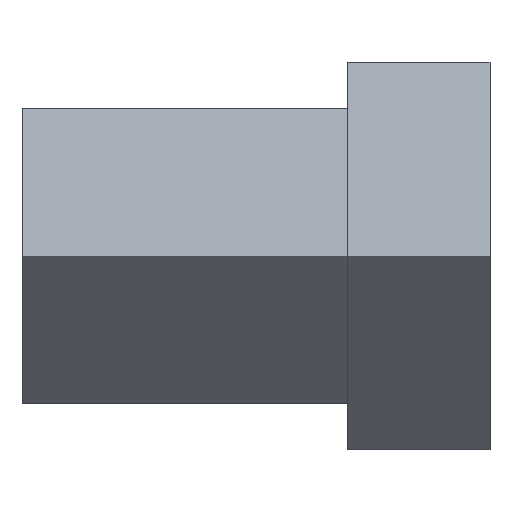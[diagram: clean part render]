
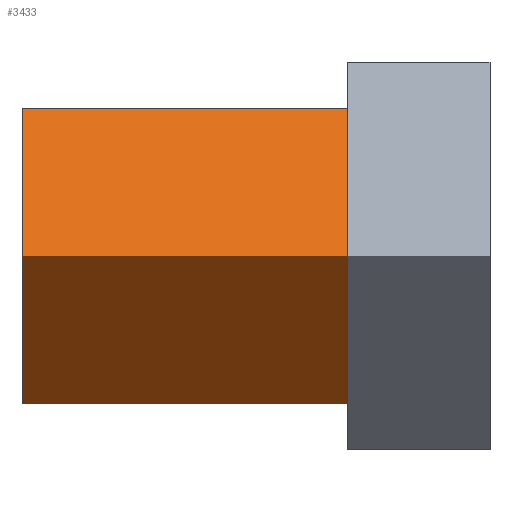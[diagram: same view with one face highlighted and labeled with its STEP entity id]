
A CAD part, front view. The second image highlights one B-rep face of the part: STEP entity #3433.
In plain terms, the highlighted cylindrical face has radius 47.5 mm (diameter 95 mm), a full revolution.
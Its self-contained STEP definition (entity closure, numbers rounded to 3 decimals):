
#3420 = EDGE_CURVE('',#3421,#3421,#3423,.T.);
#3421 = VERTEX_POINT('',#3422);
#3422 = CARTESIAN_POINT('',(0.,47.5,0.));
#3423 = CIRCLE('',#3424,47.5);
#3424 = AXIS2_PLACEMENT_3D('',#3425,#3426,#3427);
#3425 = CARTESIAN_POINT('',(0.,0.,0.));
#3426 = DIRECTION('',(1.,0.,0.));
#3427 = DIRECTION('',(0.,1.,0.));
#3433 = ADVANCED_FACE('',(#3434),#3453,.T.);
#3434 = FACE_BOUND('',#3435,.T.);
#3435 = EDGE_LOOP('',(#3436,#3437,#3445,#3452));
#3436 = ORIENTED_EDGE('',*,*,#3420,.T.);
#3437 = ORIENTED_EDGE('',*,*,#3438,.T.);
#3438 = EDGE_CURVE('',#3421,#3439,#3441,.T.);
#3439 = VERTEX_POINT('',#3440);
#3440 = CARTESIAN_POINT('',(105.,47.5,0.));
#3441 = LINE('',#3442,#3443);
#3442 = CARTESIAN_POINT('',(0.,47.5,0.));
#3443 = VECTOR('',#3444,1.);
#3444 = DIRECTION('',(1.,0.,0.));
#3445 = ORIENTED_EDGE('',*,*,#3446,.F.);
#3446 = EDGE_CURVE('',#3439,#3439,#3447,.T.);
#3447 = CIRCLE('',#3448,47.5);
#3448 = AXIS2_PLACEMENT_3D('',#3449,#3450,#3451);
#3449 = CARTESIAN_POINT('',(105.,0.,0.));
#3450 = DIRECTION('',(1.,0.,0.));
#3451 = DIRECTION('',(0.,1.,0.));
#3452 = ORIENTED_EDGE('',*,*,#3438,.F.);
#3453 = CYLINDRICAL_SURFACE('',#3454,47.5);
#3454 = AXIS2_PLACEMENT_3D('',#3455,#3456,#3457);
#3455 = CARTESIAN_POINT('',(0.,0.,0.));
#3456 = DIRECTION('',(1.,0.,0.));
#3457 = DIRECTION('',(0.,1.,0.));
